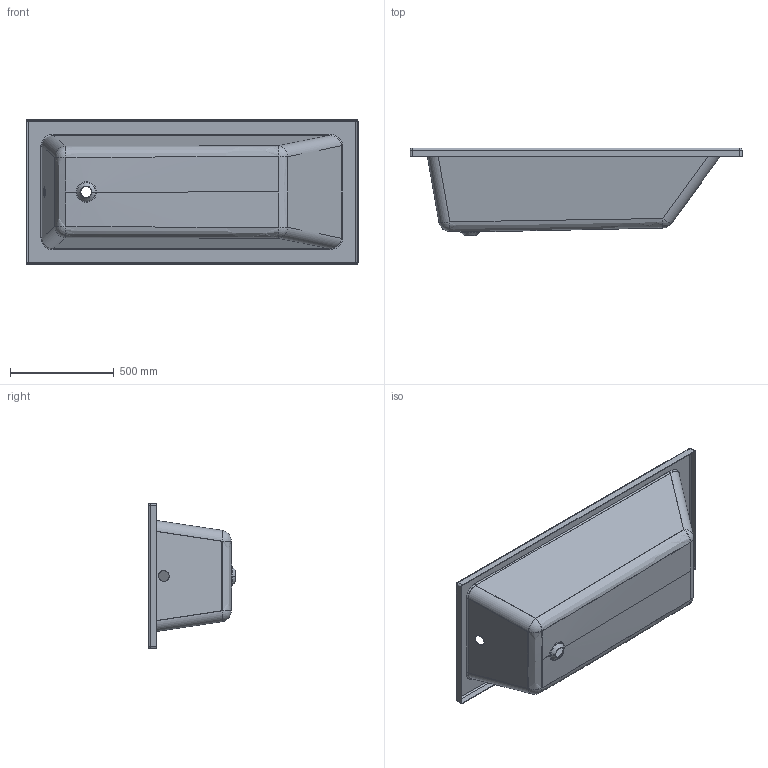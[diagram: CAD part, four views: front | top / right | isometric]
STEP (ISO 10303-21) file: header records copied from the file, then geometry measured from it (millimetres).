
FILE_DESCRIPTION (( 'STEP AP203' ), '1' );
FILE_NAME ('20141_STEP_V10324.STEP', '2024-03-18T12:01:12', ( '' ), ( '' ), 'SwSTEP 2.0', 'SolidWorks 2019', '' );
FILE_SCHEMA (( 'CONFIG_CONTROL_DESIGN' ));
Length unit declared in the file: millimetre
Products named in the file (1): 20141_STEP_V10324
Bounding box: 1600 x 422.2 x 700 mm (x, y, z)
Volume: 7324494.7 mm3; surface area: 4604010.7 mm2
Topology: 1 solids, 1 shells, 105 faces, 246 edges, 122 vertices
Faces by surface type: cylinder 32, sphere 22, plane 19, bspline 18, cone 10, torus 4
Entity records: 5063 total; most frequent: CARTESIAN_POINT 2833, DIRECTION 460, ORIENTED_EDGE 448, EDGE_CURVE 224, AXIS2_PLACEMENT_3D 188, VERTEX_POINT 122, EDGE_LOOP 110, FACE_OUTER_BOUND 105
